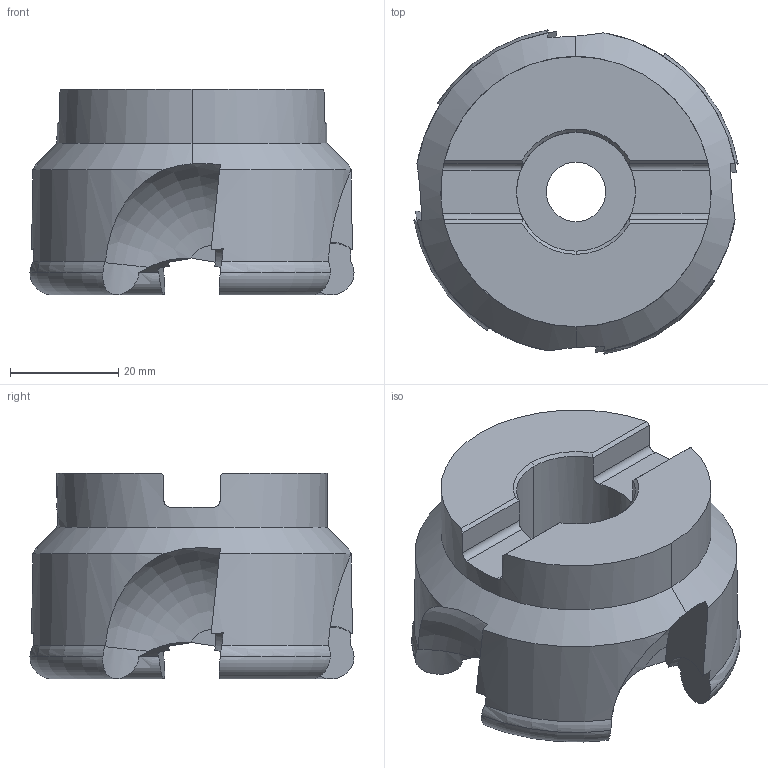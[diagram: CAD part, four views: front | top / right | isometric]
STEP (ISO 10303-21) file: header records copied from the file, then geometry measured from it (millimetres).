
FILE_DESCRIPTION(('no description'),'unknown implementation level');
FILE_NAME('solidcVfxRqn41DnRtyr7TEZvlGNR5Nw_1.STP',' ',('CIM GmbH Aachen'),('CADClick - KiM GmbH - www.kimweb.de'),'unknown preprocess','ACIS','unknown authorization');
FILE_SCHEMA(('automotive_design'));
Length unit declared in the file: millimetre
Products named in the file (1): 1
Bounding box: 59.98 x 59.98 x 38.09 mm (x, y, z)
Volume: 59157 mm3; surface area: 13761.5 mm2
Topology: 1 solids, 1 shells, 85 faces, 239 edges, 157 vertices
Faces by surface type: plane 33, cylinder 32, torus 12, cone 8
Entity records: 6749 total; most frequent: CARTESIAN_POINT 1955, STYLED_ITEM 482, PRESENTATION_STYLE_ASSIGNMENT 482, COLOUR_RGB 482, ORIENTED_EDGE 478, DIRECTION 424, EDGE_CURVE 239, CURVE_STYLE 239
